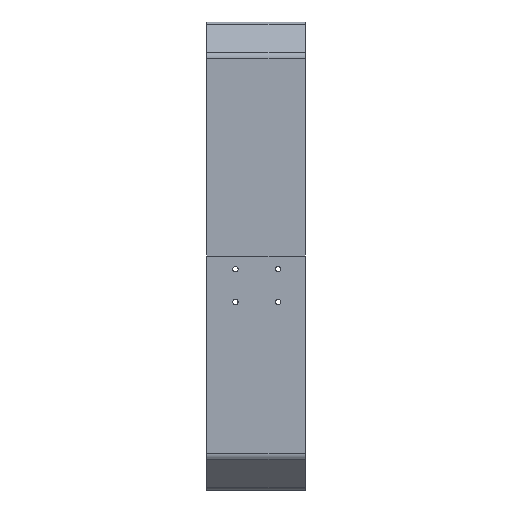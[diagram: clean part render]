
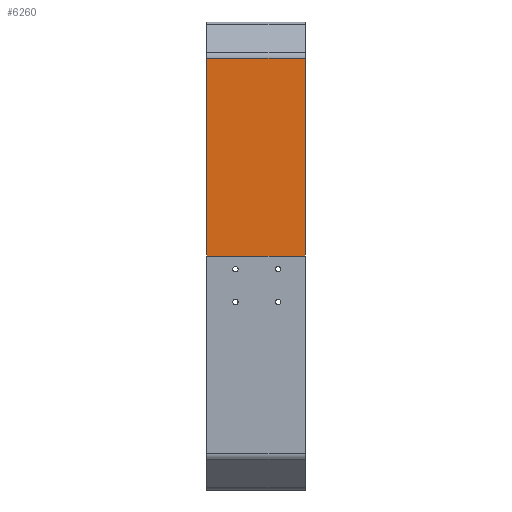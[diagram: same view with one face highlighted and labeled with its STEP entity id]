
A CAD part, left-side view. The second image highlights one B-rep face of the part: STEP entity #6260.
In plain terms, the highlighted planar face has unit normal (-1, 0, 0).
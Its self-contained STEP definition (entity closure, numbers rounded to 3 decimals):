
#188 = VECTOR ( 'NONE', #7944, 1000. ) ;
#1362 = DIRECTION ( 'NONE',  ( 0., 1., 0. ) ) ;
#1615 = VECTOR ( 'NONE', #3840, 1000. ) ;
#2332 = VERTEX_POINT ( 'NONE', #3209 ) ;
#2592 = EDGE_CURVE ( 'NONE', #13683, #6691, #12234, .T. ) ;
#2616 = EDGE_CURVE ( 'NONE', #2332, #14857, #11087, .T. ) ;
#3209 = CARTESIAN_POINT ( 'NONE',  ( -136., 0., 0. ) ) ;
#3840 = DIRECTION ( 'NONE',  ( 0., 0., 1. ) ) ;
#5288 = VECTOR ( 'NONE', #11214, 1000. ) ;
#5338 = VECTOR ( 'NONE', #1362, 1000. ) ;
#5485 = CARTESIAN_POINT ( 'NONE',  ( -136., 365., 0. ) ) ;
#6118 = CARTESIAN_POINT ( 'NONE',  ( -136., 365., -142.5 ) ) ;
#6260 = ADVANCED_FACE ( 'NONE', ( #12997 ), #13507, .F. ) ;
#6299 = CARTESIAN_POINT ( 'NONE',  ( -136., 0., 120.429 ) ) ;
#6691 = VERTEX_POINT ( 'NONE', #15837 ) ;
#7382 = DIRECTION ( 'NONE',  ( 1., 0., 0. ) ) ;
#7533 = EDGE_LOOP ( 'NONE', ( #8419, #9224, #8873, #8143 ) ) ;
#7944 = DIRECTION ( 'NONE',  ( 0., -1., 0. ) ) ;
#8143 = ORIENTED_EDGE ( 'NONE', *, *, #2592, .F. ) ;
#8419 = ORIENTED_EDGE ( 'NONE', *, *, #11301, .T. ) ;
#8788 = CARTESIAN_POINT ( 'NONE',  ( -136., 60., 120.429 ) ) ;
#8873 = ORIENTED_EDGE ( 'NONE', *, *, #9983, .T. ) ;
#9224 = ORIENTED_EDGE ( 'NONE', *, *, #2616, .T. ) ;
#9970 = CARTESIAN_POINT ( 'NONE',  ( -136., 60., -80.5 ) ) ;
#9983 = EDGE_CURVE ( 'NONE', #14857, #6691, #14798, .T. ) ;
#10010 = CARTESIAN_POINT ( 'NONE',  ( -136., 60., 0. ) ) ;
#11087 = LINE ( 'NONE', #11263, #1615 ) ;
#11214 = DIRECTION ( 'NONE',  ( 0., 0., 1. ) ) ;
#11263 = CARTESIAN_POINT ( 'NONE',  ( -136., 0., -142.5 ) ) ;
#11301 = EDGE_CURVE ( 'NONE', #13683, #2332, #12946, .T. ) ;
#12234 = LINE ( 'NONE', #9970, #5288 ) ;
#12946 = LINE ( 'NONE', #5485, #188 ) ;
#12997 = FACE_OUTER_BOUND ( 'NONE', #7533, .T. ) ;
#13507 = PLANE ( 'NONE',  #16022 ) ;
#13683 = VERTEX_POINT ( 'NONE', #10010 ) ;
#14798 = LINE ( 'NONE', #8788, #5338 ) ;
#14857 = VERTEX_POINT ( 'NONE', #6299 ) ;
#15837 = CARTESIAN_POINT ( 'NONE',  ( -136., 60., 120.429 ) ) ;
#16000 = DIRECTION ( 'NONE',  ( 0., 0., -1. ) ) ;
#16022 = AXIS2_PLACEMENT_3D ( 'NONE', #6118, #7382, #16000 ) ;
